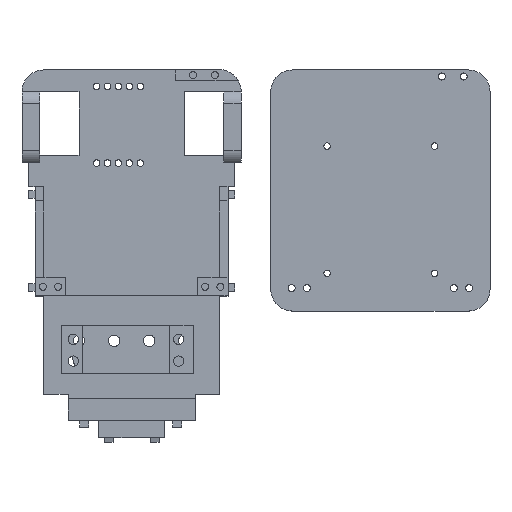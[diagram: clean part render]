
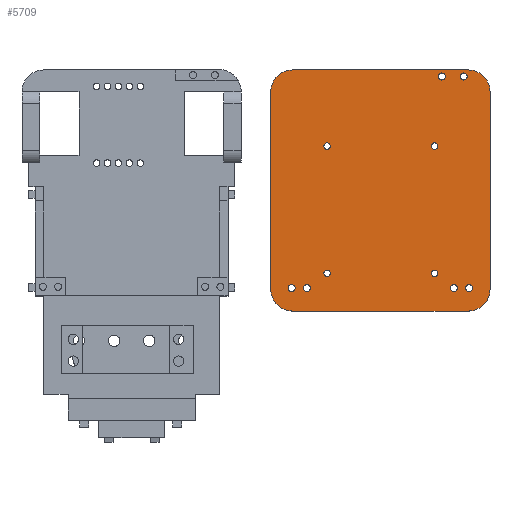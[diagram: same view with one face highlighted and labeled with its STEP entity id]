
A CAD part, top view. The second image highlights one B-rep face of the part: STEP entity #5709.
In plain terms, the highlighted planar face has unit normal (0, 0, 1).
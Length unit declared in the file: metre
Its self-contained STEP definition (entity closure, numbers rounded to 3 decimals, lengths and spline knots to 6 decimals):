
#95=CIRCLE('',#6053,0.0016);
#97=CIRCLE('',#6056,0.0016);
#99=CIRCLE('',#6059,0.0016);
#101=CIRCLE('',#6062,0.0016);
#103=CIRCLE('',#6065,0.0016);
#105=CIRCLE('',#6068,0.0016);
#107=CIRCLE('',#6071,0.0015);
#108=CIRCLE('',#6072,0.0015);
#109=CIRCLE('',#6073,0.0015);
#110=CIRCLE('',#6074,0.0015);
#111=CIRCLE('',#6075,0.01);
#112=CIRCLE('',#6076,0.01);
#113=CIRCLE('',#6077,0.01);
#114=CIRCLE('',#6078,0.01);
#280=ORIENTED_EDGE('',*,*,#1878,.F.);
#281=ORIENTED_EDGE('',*,*,#1876,.F.);
#282=ORIENTED_EDGE('',*,*,#1874,.F.);
#283=ORIENTED_EDGE('',*,*,#1870,.T.);
#284=ORIENTED_EDGE('',*,*,#1868,.F.);
#285=ORIENTED_EDGE('',*,*,#1880,.F.);
#286=ORIENTED_EDGE('',*,*,#1881,.F.);
#287=ORIENTED_EDGE('',*,*,#1882,.F.);
#288=ORIENTED_EDGE('',*,*,#1883,.F.);
#289=ORIENTED_EDGE('',*,*,#1884,.T.);
#290=ORIENTED_EDGE('',*,*,#1885,.T.);
#291=ORIENTED_EDGE('',*,*,#1886,.T.);
#292=ORIENTED_EDGE('',*,*,#1887,.T.);
#293=ORIENTED_EDGE('',*,*,#1888,.F.);
#294=ORIENTED_EDGE('',*,*,#1889,.T.);
#295=ORIENTED_EDGE('',*,*,#1890,.F.);
#296=ORIENTED_EDGE('',*,*,#1891,.T.);
#297=ORIENTED_EDGE('',*,*,#1872,.T.);
#1868=EDGE_CURVE('',#2668,#2668,#95,.T.);
#1870=EDGE_CURVE('',#2670,#2670,#97,.T.);
#1872=EDGE_CURVE('',#2672,#2672,#99,.T.);
#1874=EDGE_CURVE('',#2674,#2674,#101,.T.);
#1876=EDGE_CURVE('',#2676,#2676,#103,.T.);
#1878=EDGE_CURVE('',#2678,#2678,#105,.T.);
#1880=EDGE_CURVE('',#2680,#2680,#107,.T.);
#1881=EDGE_CURVE('',#2681,#2681,#108,.T.);
#1882=EDGE_CURVE('',#2682,#2682,#109,.T.);
#1883=EDGE_CURVE('',#2683,#2683,#110,.T.);
#1884=EDGE_CURVE('',#2684,#2685,#3214,.T.);
#1885=EDGE_CURVE('',#2685,#2686,#111,.T.);
#1886=EDGE_CURVE('',#2686,#2687,#3215,.T.);
#1887=EDGE_CURVE('',#2687,#2688,#112,.T.);
#1888=EDGE_CURVE('',#2689,#2688,#3216,.T.);
#1889=EDGE_CURVE('',#2689,#2690,#113,.T.);
#1890=EDGE_CURVE('',#2691,#2690,#3217,.T.);
#1891=EDGE_CURVE('',#2691,#2684,#114,.T.);
#2668=VERTEX_POINT('',#8163);
#2670=VERTEX_POINT('',#8168);
#2672=VERTEX_POINT('',#8173);
#2674=VERTEX_POINT('',#8178);
#2676=VERTEX_POINT('',#8183);
#2678=VERTEX_POINT('',#8188);
#2680=VERTEX_POINT('',#8193);
#2681=VERTEX_POINT('',#8195);
#2682=VERTEX_POINT('',#8197);
#2683=VERTEX_POINT('',#8199);
#2684=VERTEX_POINT('',#8201);
#2685=VERTEX_POINT('',#8202);
#2686=VERTEX_POINT('',#8204);
#2687=VERTEX_POINT('',#8206);
#2688=VERTEX_POINT('',#8208);
#2689=VERTEX_POINT('',#8210);
#2690=VERTEX_POINT('',#8212);
#2691=VERTEX_POINT('',#8214);
#3214=LINE('',#8200,#3862);
#3215=LINE('',#8205,#3863);
#3216=LINE('',#8209,#3864);
#3217=LINE('',#8213,#3865);
#3862=VECTOR('',#6599,1.);
#3863=VECTOR('',#6602,1.);
#3864=VECTOR('',#6605,1.);
#3865=VECTOR('',#6608,1.);
#4509=EDGE_LOOP('',(#280));
#4510=EDGE_LOOP('',(#281));
#4511=EDGE_LOOP('',(#282));
#4512=EDGE_LOOP('',(#283));
#4513=EDGE_LOOP('',(#284));
#4514=EDGE_LOOP('',(#285));
#4515=EDGE_LOOP('',(#286));
#4516=EDGE_LOOP('',(#287));
#4517=EDGE_LOOP('',(#288));
#4518=EDGE_LOOP('',(#289,#290,#291,#292,#293,#294,#295,#296));
#4519=EDGE_LOOP('',(#297));
#4994=FACE_BOUND('',#4509,.T.);
#4995=FACE_BOUND('',#4510,.T.);
#4996=FACE_BOUND('',#4511,.T.);
#4997=FACE_BOUND('',#4512,.T.);
#4998=FACE_BOUND('',#4513,.T.);
#4999=FACE_BOUND('',#4514,.T.);
#5000=FACE_BOUND('',#4515,.T.);
#5001=FACE_BOUND('',#4516,.T.);
#5002=FACE_BOUND('',#4517,.T.);
#5003=FACE_BOUND('',#4518,.T.);
#5004=FACE_BOUND('',#4519,.T.);
#5459=PLANE('',#6070);
#5709=ADVANCED_FACE('',(#4994,#4995,#4996,#4997,#4998,#4999,#5000,#5001,
#5002,#5003,#5004),#5459,.T.);
#6053=AXIS2_PLACEMENT_3D('',#8162,#6555,#6556);
#6056=AXIS2_PLACEMENT_3D('',#8167,#6561,#6562);
#6059=AXIS2_PLACEMENT_3D('',#8172,#6567,#6568);
#6062=AXIS2_PLACEMENT_3D('',#8177,#6573,#6574);
#6065=AXIS2_PLACEMENT_3D('',#8182,#6579,#6580);
#6068=AXIS2_PLACEMENT_3D('',#8187,#6585,#6586);
#6070=AXIS2_PLACEMENT_3D('',#8191,#6589,#6590);
#6071=AXIS2_PLACEMENT_3D('',#8192,#6591,#6592);
#6072=AXIS2_PLACEMENT_3D('',#8194,#6593,#6594);
#6073=AXIS2_PLACEMENT_3D('',#8196,#6595,#6596);
#6074=AXIS2_PLACEMENT_3D('',#8198,#6597,#6598);
#6075=AXIS2_PLACEMENT_3D('',#8203,#6600,#6601);
#6076=AXIS2_PLACEMENT_3D('',#8207,#6603,#6604);
#6077=AXIS2_PLACEMENT_3D('',#8211,#6606,#6607);
#6078=AXIS2_PLACEMENT_3D('',#8215,#6609,#6610);
#6555=DIRECTION('',(0.,0.,1.));
#6556=DIRECTION('',(1.,0.,0.));
#6561=DIRECTION('',(0.,0.,-1.));
#6562=DIRECTION('',(1.,0.,0.));
#6567=DIRECTION('',(0.,0.,-1.));
#6568=DIRECTION('',(1.,0.,0.));
#6573=DIRECTION('',(0.,0.,1.));
#6574=DIRECTION('',(1.,0.,0.));
#6579=DIRECTION('',(0.,0.,1.));
#6580=DIRECTION('',(1.,0.,0.));
#6585=DIRECTION('',(0.,0.,1.));
#6586=DIRECTION('',(1.,0.,0.));
#6589=DIRECTION('',(0.,0.,1.));
#6590=DIRECTION('',(1.,0.,0.));
#6591=DIRECTION('',(0.,0.,1.));
#6592=DIRECTION('',(1.,0.,0.));
#6593=DIRECTION('',(0.,0.,1.));
#6594=DIRECTION('',(1.,0.,0.));
#6595=DIRECTION('',(0.,0.,1.));
#6596=DIRECTION('',(1.,0.,0.));
#6597=DIRECTION('',(0.,0.,1.));
#6598=DIRECTION('',(1.,0.,0.));
#6599=DIRECTION('',(-1.,0.,0.));
#6600=DIRECTION('',(0.,0.,1.));
#6601=DIRECTION('',(1.,0.,0.));
#6602=DIRECTION('',(0.,-1.,0.));
#6603=DIRECTION('',(0.,0.,1.));
#6604=DIRECTION('',(1.,0.,0.));
#6605=DIRECTION('',(-1.,0.,0.));
#6606=DIRECTION('',(0.,0.,1.));
#6607=DIRECTION('',(1.,0.,0.));
#6608=DIRECTION('',(0.,-1.,0.));
#6609=DIRECTION('',(0.,0.,1.));
#6610=DIRECTION('',(1.,0.,0.));
#8162=CARTESIAN_POINT('',(0.079959,-0.0195,0.007));
#8163=CARTESIAN_POINT('',(0.081559,-0.0195,0.007));
#8167=CARTESIAN_POINT('',(0.153959,-0.019513,0.007));
#8168=CARTESIAN_POINT('',(0.155559,-0.019513,0.007));
#8172=CARTESIAN_POINT('',(0.146959,-0.0195,0.007));
#8173=CARTESIAN_POINT('',(0.148559,-0.0195,0.007));
#8177=CARTESIAN_POINT('',(0.151459,0.077,0.007));
#8178=CARTESIAN_POINT('',(0.153059,0.077,0.007));
#8182=CARTESIAN_POINT('',(0.141459,0.077,0.007));
#8183=CARTESIAN_POINT('',(0.143059,0.077,0.007));
#8187=CARTESIAN_POINT('',(0.072959,-0.019513,0.007));
#8188=CARTESIAN_POINT('',(0.074559,-0.019513,0.007));
#8191=CARTESIAN_POINT('',(0.05673,0.,0.007));
#8192=CARTESIAN_POINT('',(0.089167,-0.012757,0.007));
#8193=CARTESIAN_POINT('',(0.090667,-0.012757,0.007));
#8194=CARTESIAN_POINT('',(0.138167,-0.012757,0.007));
#8195=CARTESIAN_POINT('',(0.139667,-0.012757,0.007));
#8196=CARTESIAN_POINT('',(0.138167,0.045243,0.007));
#8197=CARTESIAN_POINT('',(0.139667,0.045243,0.007));
#8198=CARTESIAN_POINT('',(0.089167,0.045243,0.007));
#8199=CARTESIAN_POINT('',(0.090667,0.045243,0.007));
#8200=CARTESIAN_POINT('',(0.113459,0.08,0.007));
#8201=CARTESIAN_POINT('',(0.153459,0.08,0.007));
#8202=CARTESIAN_POINT('',(0.073459,0.08,0.007));
#8203=CARTESIAN_POINT('',(0.073459,0.07,0.007));
#8204=CARTESIAN_POINT('',(0.063459,0.07,0.007));
#8205=CARTESIAN_POINT('',(0.063459,0.025,0.007));
#8206=CARTESIAN_POINT('',(0.063459,-0.02,0.007));
#8207=CARTESIAN_POINT('',(0.073459,-0.02,0.007));
#8208=CARTESIAN_POINT('',(0.073459,-0.03,0.007));
#8209=CARTESIAN_POINT('',(0.113459,-0.03,0.007));
#8210=CARTESIAN_POINT('',(0.153459,-0.03,0.007));
#8211=CARTESIAN_POINT('',(0.153459,-0.02,0.007));
#8212=CARTESIAN_POINT('',(0.163459,-0.02,0.007));
#8213=CARTESIAN_POINT('',(0.163459,0.025,0.007));
#8214=CARTESIAN_POINT('',(0.163459,0.07,0.007));
#8215=CARTESIAN_POINT('',(0.153459,0.07,0.007));
